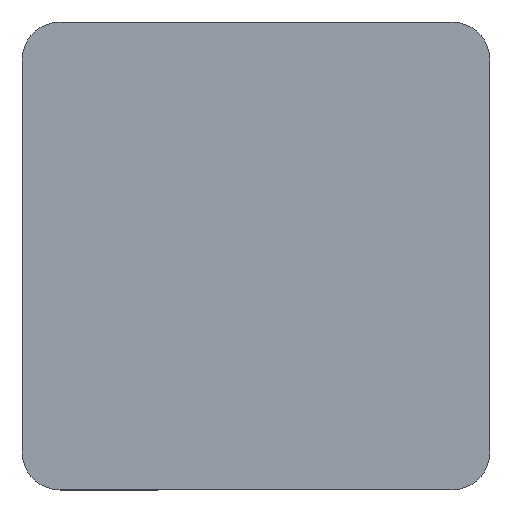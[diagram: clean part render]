
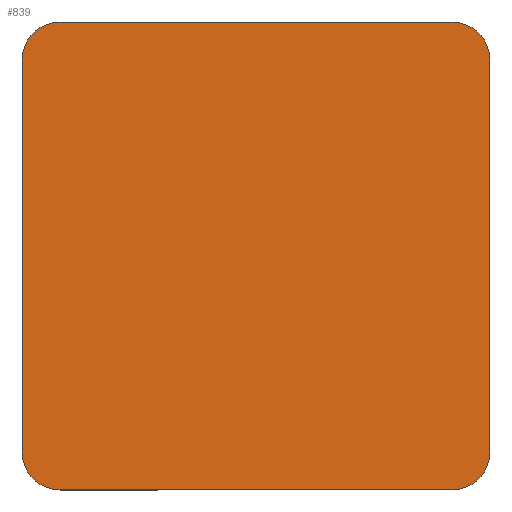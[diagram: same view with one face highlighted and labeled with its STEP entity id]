
A CAD part, top view. The second image highlights one B-rep face of the part: STEP entity #839.
In plain terms, the highlighted planar face has unit normal (0, 0, 1).
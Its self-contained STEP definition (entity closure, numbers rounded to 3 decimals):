
#16 = EDGE_CURVE ( 'NONE', #792, #339, #592, .T. ) ;
#41 = ORIENTED_EDGE ( 'NONE', *, *, #185, .T. ) ;
#72 = CARTESIAN_POINT ( 'NONE',  ( -25.75, 25.75, 1.5 ) ) ;
#74 = DIRECTION ( 'NONE',  ( 0., 0., 1. ) ) ;
#88 = ORIENTED_EDGE ( 'NONE', *, *, #327, .T. ) ;
#154 = VECTOR ( 'NONE', #241, 1000. ) ;
#164 = CARTESIAN_POINT ( 'NONE',  ( 25.75, -25.75, 1.5 ) ) ;
#185 = EDGE_CURVE ( 'NONE', #325, #426, #701, .T. ) ;
#222 = ORIENTED_EDGE ( 'NONE', *, *, #1173, .T. ) ;
#241 = DIRECTION ( 'NONE',  ( 1., 0., 0. ) ) ;
#315 = VECTOR ( 'NONE', #865, 1000. ) ;
#321 = ORIENTED_EDGE ( 'NONE', *, *, #705, .T. ) ;
#325 = VERTEX_POINT ( 'NONE', #547 ) ;
#327 = EDGE_CURVE ( 'NONE', #783, #414, #635, .T. ) ;
#331 = CARTESIAN_POINT ( 'NONE',  ( -30.75, -25.75, 1.5 ) ) ;
#339 = VERTEX_POINT ( 'NONE', #447 ) ;
#344 = CARTESIAN_POINT ( 'NONE',  ( -30.75, 25.75, 1.5 ) ) ;
#374 = DIRECTION ( 'NONE',  ( 1., 0., 0. ) ) ;
#379 = AXIS2_PLACEMENT_3D ( 'NONE', #473, #576, #374 ) ;
#402 = VERTEX_POINT ( 'NONE', #1223 ) ;
#414 = VERTEX_POINT ( 'NONE', #344 ) ;
#426 = VERTEX_POINT ( 'NONE', #577 ) ;
#445 = EDGE_LOOP ( 'NONE', ( #321, #1002, #222, #699, #88, #528, #966, #41 ) ) ;
#447 = CARTESIAN_POINT ( 'NONE',  ( 30.75, 25.75, 1.5 ) ) ;
#473 = CARTESIAN_POINT ( 'NONE',  ( 25.75, -25.75, 1.5 ) ) ;
#479 = AXIS2_PLACEMENT_3D ( 'NONE', #164, #1198, #545 ) ;
#486 = PLANE ( 'NONE',  #379 ) ;
#493 = VECTOR ( 'NONE', #755, 1000. ) ;
#528 = ORIENTED_EDGE ( 'NONE', *, *, #878, .T. ) ;
#545 = DIRECTION ( 'NONE',  ( 1., 0., 0. ) ) ;
#547 = CARTESIAN_POINT ( 'NONE',  ( -25.75, -30.75, 1.5 ) ) ;
#576 = DIRECTION ( 'NONE',  ( 0., 0., 1. ) ) ;
#577 = CARTESIAN_POINT ( 'NONE',  ( 25.75, -30.75, 1.5 ) ) ;
#589 = FACE_OUTER_BOUND ( 'NONE', #445, .T. ) ;
#592 = LINE ( 'NONE', #969, #493 ) ;
#602 = EDGE_CURVE ( 'NONE', #1004, #325, #1016, .T. ) ;
#614 = VECTOR ( 'NONE', #1060, 1000. ) ;
#629 = DIRECTION ( 'NONE',  ( 1., 0., 0. ) ) ;
#635 = CIRCLE ( 'NONE', #994, 5. ) ;
#696 = DIRECTION ( 'NONE',  ( -1., 0., 0. ) ) ;
#699 = ORIENTED_EDGE ( 'NONE', *, *, #852, .T. ) ;
#701 = LINE ( 'NONE', #1191, #154 ) ;
#705 = EDGE_CURVE ( 'NONE', #426, #792, #874, .T. ) ;
#733 = AXIS2_PLACEMENT_3D ( 'NONE', #784, #1189, #696 ) ;
#741 = DIRECTION ( 'NONE',  ( 0., 0., 1. ) ) ;
#755 = DIRECTION ( 'NONE',  ( 0., 1., 0. ) ) ;
#783 = VERTEX_POINT ( 'NONE', #1203 ) ;
#784 = CARTESIAN_POINT ( 'NONE',  ( -25.75, -25.75, 1.5 ) ) ;
#792 = VERTEX_POINT ( 'NONE', #1115 ) ;
#839 = ADVANCED_FACE ( 'NONE', ( #589 ), #486, .T. ) ;
#850 = CARTESIAN_POINT ( 'NONE',  ( -30.75, -25.75, 1.5 ) ) ;
#852 = EDGE_CURVE ( 'NONE', #402, #783, #1141, .T. ) ;
#865 = DIRECTION ( 'NONE',  ( -1., 0., 0. ) ) ;
#874 = CIRCLE ( 'NONE', #479, 5. ) ;
#878 = EDGE_CURVE ( 'NONE', #414, #1004, #1222, .T. ) ;
#932 = CARTESIAN_POINT ( 'NONE',  ( 25.75, 25.75, 1.5 ) ) ;
#938 = AXIS2_PLACEMENT_3D ( 'NONE', #932, #74, #1207 ) ;
#949 = CARTESIAN_POINT ( 'NONE',  ( 25.75, 30.75, 1.5 ) ) ;
#966 = ORIENTED_EDGE ( 'NONE', *, *, #602, .T. ) ;
#969 = CARTESIAN_POINT ( 'NONE',  ( 30.75, -25.75, 1.5 ) ) ;
#994 = AXIS2_PLACEMENT_3D ( 'NONE', #72, #741, #629 ) ;
#1002 = ORIENTED_EDGE ( 'NONE', *, *, #16, .T. ) ;
#1004 = VERTEX_POINT ( 'NONE', #331 ) ;
#1016 = CIRCLE ( 'NONE', #733, 5. ) ;
#1060 = DIRECTION ( 'NONE',  ( 0., -1., 0. ) ) ;
#1115 = CARTESIAN_POINT ( 'NONE',  ( 30.75, -25.75, 1.5 ) ) ;
#1141 = LINE ( 'NONE', #949, #315 ) ;
#1157 = CIRCLE ( 'NONE', #938, 5. ) ;
#1173 = EDGE_CURVE ( 'NONE', #339, #402, #1157, .T. ) ;
#1189 = DIRECTION ( 'NONE',  ( 0., 0., 1. ) ) ;
#1191 = CARTESIAN_POINT ( 'NONE',  ( 25.75, -30.75, 1.5 ) ) ;
#1198 = DIRECTION ( 'NONE',  ( 0., 0., 1. ) ) ;
#1203 = CARTESIAN_POINT ( 'NONE',  ( -25.75, 30.75, 1.5 ) ) ;
#1207 = DIRECTION ( 'NONE',  ( 1., 0., 0. ) ) ;
#1222 = LINE ( 'NONE', #850, #614 ) ;
#1223 = CARTESIAN_POINT ( 'NONE',  ( 25.75, 30.75, 1.5 ) ) ;
